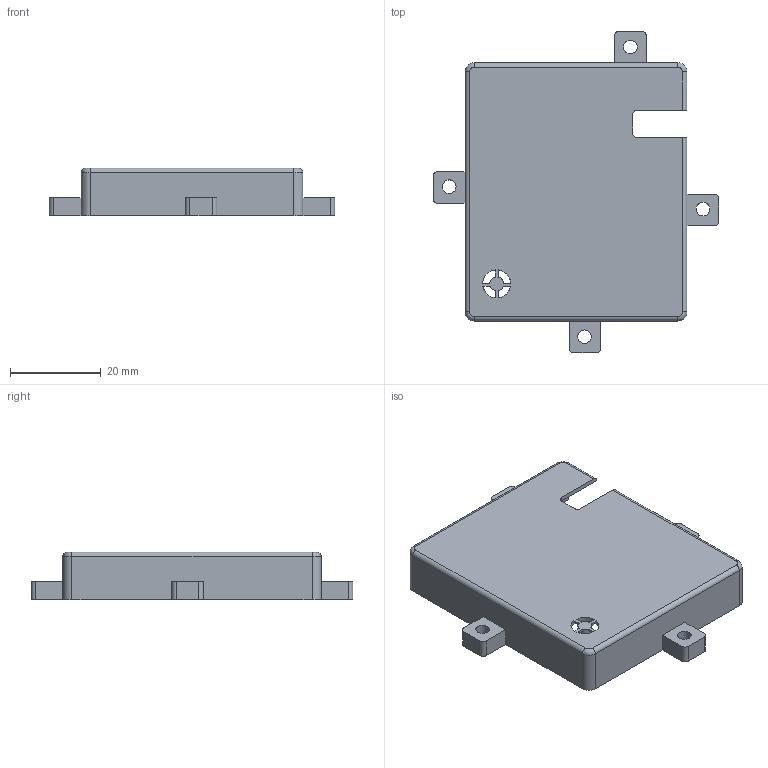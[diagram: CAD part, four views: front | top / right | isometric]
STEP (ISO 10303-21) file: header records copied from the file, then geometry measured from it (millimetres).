
FILE_DESCRIPTION(/* description */ ('Designed by EasyEDA Pro'),/* implementation_level */ '2;1');
FILE_NAME(/* name */ 'Case_arriba.step',/* time_stamp */ '2025-10-29T19:15:04+01:00',/* author */ (''),/* organization */ (''),/* preprocessor_version */ 'ST-DEVELOPER v20.1',/* originating_system */ 'Autodesk Translation Framework v14.17.0.0',/* authorisation */ '');
FILE_SCHEMA (('AUTOMOTIVE_DESIGN { 1 0 10303 214 3 1 1 }'));
Length unit declared in the file: millimetre
Products named in the file (2): pfsA-PCBModel; Case_arriba
Assembly tree (1 placements, depth 2):
  pfsA-PCBModel
    Case_arriba
Bounding box: 63 x 71 x 10.5 mm (x, y, z)
Volume: 7657.6 mm3; surface area: 10878.4 mm2
Topology: 1 solids, 1 shells, 118 faces, 336 edges, 220 vertices
Faces by surface type: plane 81, cylinder 31, bspline 4, cone 1, torus 1
Full cylindrical faces by diameter (mm): 3 x4, 3.094 x1, 6 x1, 6.192 x1, 10 x1
Entity records: 3926 total; most frequent: CARTESIAN_POINT 708, ORIENTED_EDGE 670, DIRECTION 655, EDGE_CURVE 335, LINE 249, VECTOR 249, VERTEX_POINT 220, AXIS2_PLACEMENT_3D 203
